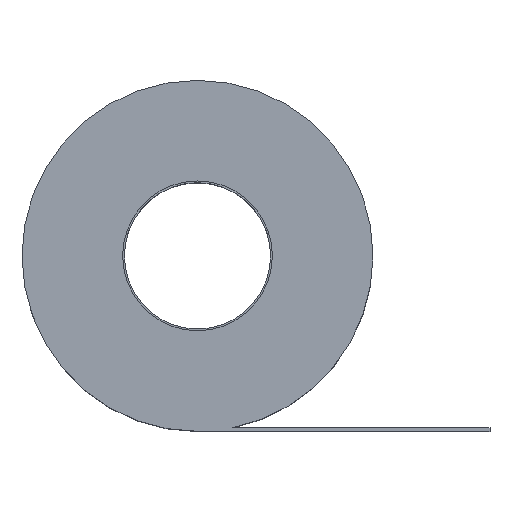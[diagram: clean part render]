
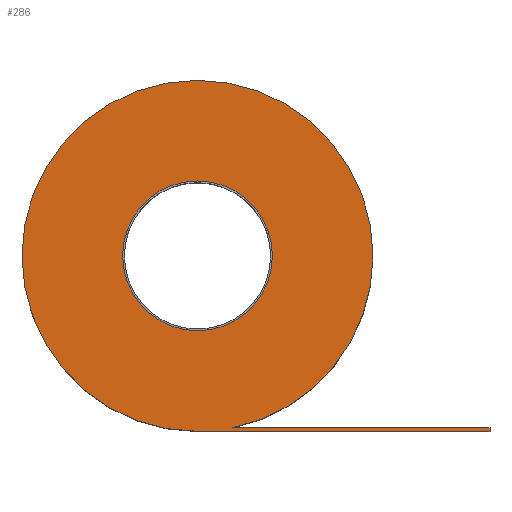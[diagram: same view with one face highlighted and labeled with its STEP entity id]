
A CAD part, top view. The second image highlights one B-rep face of the part: STEP entity #286.
In plain terms, the highlighted planar face has unit normal (0, 0, 1).
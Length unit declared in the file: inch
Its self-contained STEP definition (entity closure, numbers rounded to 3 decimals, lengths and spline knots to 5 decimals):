
#13 = CARTESIAN_POINT ( 'NONE',  ( 0., 0., 0.75 ) ) ;
#19 = ORIENTED_EDGE ( 'NONE', *, *, #172, .T. ) ;
#32 = EDGE_CURVE ( 'NONE', #71, #160, #288, .T. ) ;
#34 = CARTESIAN_POINT ( 'NONE',  ( 2.5, -1.47008, 0.75 ) ) ;
#41 = EDGE_CURVE ( 'NONE', #344, #95, #215, .T. ) ;
#42 = DIRECTION ( 'NONE',  ( 0., 0., -1. ) ) ;
#53 = EDGE_LOOP ( 'NONE', ( #19, #259, #386, #291, #376, #438 ) ) ;
#63 = DIRECTION ( 'NONE',  ( 0., 0., 1. ) ) ;
#71 = VERTEX_POINT ( 'NONE', #108 ) ;
#74 = DIRECTION ( 'NONE',  ( 0., 1., 0. ) ) ;
#90 = AXIS2_PLACEMENT_3D ( 'NONE', #463, #42, #201 ) ;
#95 = VERTEX_POINT ( 'NONE', #453 ) ;
#108 = CARTESIAN_POINT ( 'NONE',  ( -0.64, 0., 0.75 ) ) ;
#115 = CARTESIAN_POINT ( 'NONE',  ( 0., 0., 0.75 ) ) ;
#160 = VERTEX_POINT ( 'NONE', #426 ) ;
#162 = EDGE_CURVE ( 'NONE', #160, #71, #243, .T. ) ;
#166 = DIRECTION ( 'NONE',  ( 1., 0., 0. ) ) ;
#168 = DIRECTION ( 'NONE',  ( 0., 0., -1. ) ) ;
#172 = EDGE_CURVE ( 'NONE', #95, #575, #357, .T. ) ;
#184 = AXIS2_PLACEMENT_3D ( 'NONE', #366, #63, #518 ) ;
#192 = ORIENTED_EDGE ( 'NONE', *, *, #32, .T. ) ;
#201 = DIRECTION ( 'NONE',  ( 1., 0., 0. ) ) ;
#208 = VERTEX_POINT ( 'NONE', #374 ) ;
#215 = LINE ( 'NONE', #553, #599 ) ;
#219 = EDGE_CURVE ( 'NONE', #591, #208, #314, .T. ) ;
#226 = EDGE_CURVE ( 'NONE', #208, #230, #476, .T. ) ;
#229 = CARTESIAN_POINT ( 'NONE',  ( 0., -1.5, 0.75 ) ) ;
#230 = VERTEX_POINT ( 'NONE', #564 ) ;
#241 = CARTESIAN_POINT ( 'NONE',  ( 0., 0., 0.75 ) ) ;
#243 = CIRCLE ( 'NONE', #420, 0.64 ) ;
#250 = DIRECTION ( 'NONE',  ( -1., 0., 0. ) ) ;
#259 = ORIENTED_EDGE ( 'NONE', *, *, #617, .T. ) ;
#279 = AXIS2_PLACEMENT_3D ( 'NONE', #13, #619, #416 ) ;
#286 = ADVANCED_FACE ( 'NONE', ( #584, #290 ), #487, .T. ) ;
#288 = CIRCLE ( 'NONE', #90, 0.64 ) ;
#290 = FACE_BOUND ( 'NONE', #392, .T. ) ;
#291 = ORIENTED_EDGE ( 'NONE', *, *, #226, .T. ) ;
#313 = CIRCLE ( 'NONE', #469, 1.5 ) ;
#314 = CIRCLE ( 'NONE', #279, 1.5 ) ;
#328 = EDGE_CURVE ( 'NONE', #230, #344, #587, .T. ) ;
#344 = VERTEX_POINT ( 'NONE', #34 ) ;
#357 = CIRCLE ( 'NONE', #184, 1.5 ) ;
#366 = CARTESIAN_POINT ( 'NONE',  ( 0., 0., 0.75 ) ) ;
#374 = CARTESIAN_POINT ( 'NONE',  ( 0., -1.5, 0.75 ) ) ;
#376 = ORIENTED_EDGE ( 'NONE', *, *, #328, .T. ) ;
#383 = CARTESIAN_POINT ( 'NONE',  ( 2.5, -1.5, 0.75 ) ) ;
#386 = ORIENTED_EDGE ( 'NONE', *, *, #219, .T. ) ;
#392 = EDGE_LOOP ( 'NONE', ( #192, #559 ) ) ;
#416 = DIRECTION ( 'NONE',  ( 1., 0., 0. ) ) ;
#420 = AXIS2_PLACEMENT_3D ( 'NONE', #115, #168, #622 ) ;
#426 = CARTESIAN_POINT ( 'NONE',  ( 0.64, 0., 0.75 ) ) ;
#438 = ORIENTED_EDGE ( 'NONE', *, *, #41, .T. ) ;
#443 = AXIS2_PLACEMENT_3D ( 'NONE', #241, #482, #524 ) ;
#453 = CARTESIAN_POINT ( 'NONE',  ( 0.29811, -1.47008, 0.75 ) ) ;
#460 = CARTESIAN_POINT ( 'NONE',  ( 0., 0., 0.75 ) ) ;
#463 = CARTESIAN_POINT ( 'NONE',  ( 0., 0., 0.75 ) ) ;
#464 = CARTESIAN_POINT ( 'NONE',  ( -1.5, 0., 0.75 ) ) ;
#469 = AXIS2_PLACEMENT_3D ( 'NONE', #460, #623, #166 ) ;
#476 = LINE ( 'NONE', #229, #504 ) ;
#479 = DIRECTION ( 'NONE',  ( 1., 0., 0. ) ) ;
#482 = DIRECTION ( 'NONE',  ( 0., 0., 1. ) ) ;
#487 = PLANE ( 'NONE',  #443 ) ;
#498 = CARTESIAN_POINT ( 'NONE',  ( 1.5, 0., 0.75 ) ) ;
#504 = VECTOR ( 'NONE', #479, 39.37008 ) ;
#518 = DIRECTION ( 'NONE',  ( 1., 0., 0. ) ) ;
#524 = DIRECTION ( 'NONE',  ( 1., 0., 0. ) ) ;
#553 = CARTESIAN_POINT ( 'NONE',  ( 0., -1.47008, 0.75 ) ) ;
#559 = ORIENTED_EDGE ( 'NONE', *, *, #162, .T. ) ;
#564 = CARTESIAN_POINT ( 'NONE',  ( 2.5, -1.5, 0.75 ) ) ;
#575 = VERTEX_POINT ( 'NONE', #498 ) ;
#576 = VECTOR ( 'NONE', #74, 39.37008 ) ;
#584 = FACE_OUTER_BOUND ( 'NONE', #53, .T. ) ;
#587 = LINE ( 'NONE', #383, #576 ) ;
#591 = VERTEX_POINT ( 'NONE', #464 ) ;
#599 = VECTOR ( 'NONE', #250, 39.37008 ) ;
#617 = EDGE_CURVE ( 'NONE', #575, #591, #313, .T. ) ;
#619 = DIRECTION ( 'NONE',  ( 0., 0., 1. ) ) ;
#622 = DIRECTION ( 'NONE',  ( 1., 0., 0. ) ) ;
#623 = DIRECTION ( 'NONE',  ( 0., 0., 1. ) ) ;
